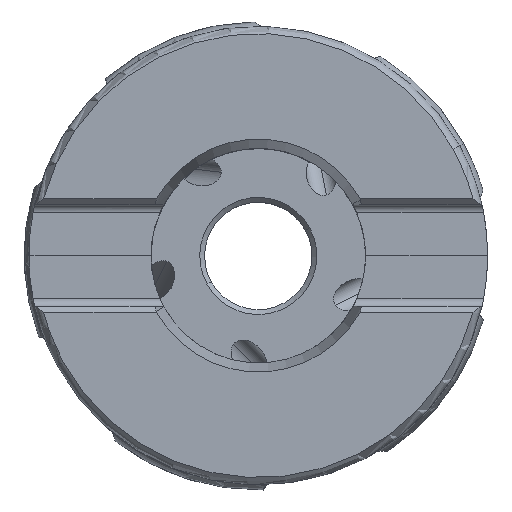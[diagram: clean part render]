
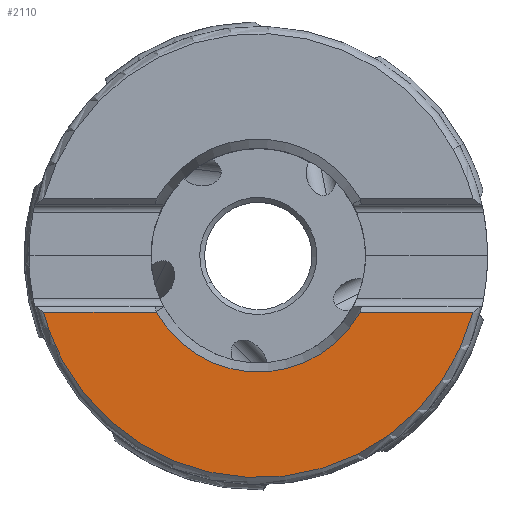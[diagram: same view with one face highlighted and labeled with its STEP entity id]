
A CAD part, top view. The second image highlights one B-rep face of the part: STEP entity #2110.
In plain terms, the highlighted planar face has unit normal (0, 0, 1).
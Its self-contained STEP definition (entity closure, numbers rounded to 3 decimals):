
#1346=FACE_OUTER_BOUND('',#2653,.T.);
#1658=LINE('',#12906,#1877);
#1659=LINE('',#12919,#1878);
#1877=VECTOR('',#8496,1.);
#1878=VECTOR('',#8503,1.);
#2110=ADVANCED_FACE('NO_CUT',(#1346),#6525,.T.);
#2653=EDGE_LOOP('',(#3623,#3624,#3625,#3626,#3627));
#3623=ORIENTED_EDGE('',*,*,#5582,.T.);
#3624=ORIENTED_EDGE('',*,*,#5583,.T.);
#3625=ORIENTED_EDGE('',*,*,#5584,.F.);
#3626=ORIENTED_EDGE('',*,*,#5585,.F.);
#3627=ORIENTED_EDGE('',*,*,#5580,.F.);
#4859=VERTEX_POINT('',#12905);
#4860=VERTEX_POINT('',#12907);
#4861=VERTEX_POINT('',#12916);
#4862=VERTEX_POINT('',#12918);
#4863=VERTEX_POINT('',#12920);
#5580=EDGE_CURVE('LINE',#4859,#4860,#1658,.T.);
#5582=EDGE_CURVE('GENERATED CIRCLE',#4859,#4861,#6115,.T.);
#5583=EDGE_CURVE('GENERATED CIRCLE',#4861,#4862,#6116,.T.);
#5584=EDGE_CURVE('LINE',#4863,#4862,#1659,.T.);
#5585=EDGE_CURVE('GENERATED CIRCLE',#4860,#4863,#6117,.T.);
#6115=CIRCLE('',#7470,22.748);
#6116=CIRCLE('',#7471,22.748);
#6117=CIRCLE('',#7472,11.938);
#6525=PLANE('',#7473);
#7470=AXIS2_PLACEMENT_3D('',#12915,#8499,#8500);
#7471=AXIS2_PLACEMENT_3D('',#12917,#8501,#8502);
#7472=AXIS2_PLACEMENT_3D('',#12921,#8504,#8505);
#7473=AXIS2_PLACEMENT_3D('',#12922,#8506,#8507);
#8496=DIRECTION('',(1.,0.,0.));
#8499=DIRECTION('',(0.,0.,1.));
#8500=DIRECTION('',(1.,0.,0.));
#8501=DIRECTION('',(0.,0.,1.));
#8502=DIRECTION('',(1.,0.,0.));
#8503=DIRECTION('',(1.,0.,0.));
#8504=DIRECTION('',(0.,0.,1.));
#8505=DIRECTION('',(1.,0.,0.));
#8506=DIRECTION('',(0.,0.,1.));
#8507=DIRECTION('',(-1.,0.,0.));
#12905=CARTESIAN_POINT('',(-21.997,-5.8,0.));
#12906=CARTESIAN_POINT('',(-16.215,-5.8,0.));
#12907=CARTESIAN_POINT('',(-10.434,-5.8,0.));
#12915=CARTESIAN_POINT('',(0.,0.,0.));
#12916=CARTESIAN_POINT('',(-19.964,-10.906,0.));
#12917=CARTESIAN_POINT('',(0.,0.,0.));
#12918=CARTESIAN_POINT('',(21.997,-5.8,0.));
#12919=CARTESIAN_POINT('',(16.215,-5.8,0.));
#12920=CARTESIAN_POINT('',(10.434,-5.8,0.));
#12921=CARTESIAN_POINT('',(0.,0.,0.));
#12922=CARTESIAN_POINT('',(-22.748,0.,0.));
